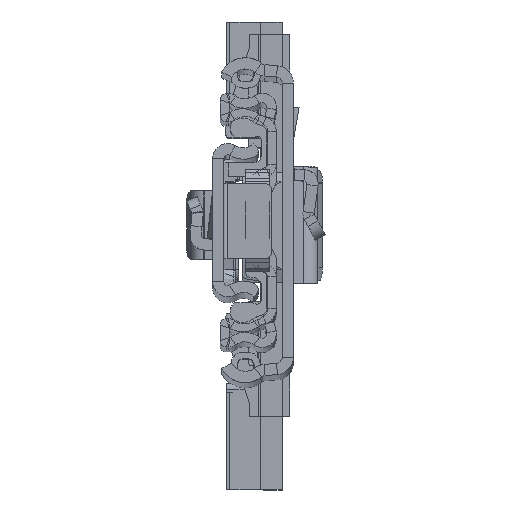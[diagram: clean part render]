
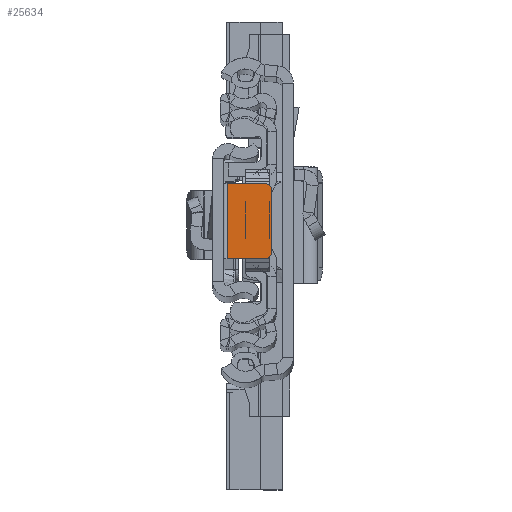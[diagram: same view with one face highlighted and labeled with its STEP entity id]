
A CAD part, top view. The second image highlights one B-rep face of the part: STEP entity #25634.
In plain terms, the highlighted planar face has unit normal (0, 0, 1).
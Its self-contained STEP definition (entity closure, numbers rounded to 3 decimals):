
#3147 = VERTEX_POINT ( 'NONE', #32125 ) ;
#3166 = VERTEX_POINT ( 'NONE', #5098 ) ;
#3825 = ORIENTED_EDGE ( 'NONE', *, *, #8158, .F. ) ;
#4769 = ORIENTED_EDGE ( 'NONE', *, *, #15153, .F. ) ;
#5098 = CARTESIAN_POINT ( 'NONE',  ( -8.4, 6.151, -6.8 ) ) ;
#5134 = DIRECTION ( 'NONE',  ( 0., 0., 1. ) ) ;
#7177 = LINE ( 'NONE', #27740, #35288 ) ;
#7365 = CIRCLE ( 'NONE', #13017, 1. ) ;
#7375 = ORIENTED_EDGE ( 'NONE', *, *, #33325, .T. ) ;
#7380 = DIRECTION ( 'NONE',  ( 0., 1., 0. ) ) ;
#7939 = VECTOR ( 'NONE', #36472, 1000. ) ;
#8050 = DIRECTION ( 'NONE',  ( -1., 0., 0. ) ) ;
#8158 = EDGE_CURVE ( 'NONE', #38462, #19502, #11002, .T. ) ;
#8571 = VECTOR ( 'NONE', #8050, 1000. ) ;
#8972 = CARTESIAN_POINT ( 'NONE',  ( -2.3, -5.849, -6.8 ) ) ;
#11002 = LINE ( 'NONE', #14123, #8571 ) ;
#11192 = CARTESIAN_POINT ( 'NONE',  ( 0., 0., -6.8 ) ) ;
#11399 = CARTESIAN_POINT ( 'NONE',  ( -8.4, 5.151, -6.8 ) ) ;
#11579 = DIRECTION ( 'NONE',  ( 1., 0., 0. ) ) ;
#11935 = CARTESIAN_POINT ( 'NONE',  ( -1.8, 6.151, -6.8 ) ) ;
#12235 = AXIS2_PLACEMENT_3D ( 'NONE', #32550, #21006, #29591 ) ;
#13017 = AXIS2_PLACEMENT_3D ( 'NONE', #11399, #5134, #22806 ) ;
#13252 = CARTESIAN_POINT ( 'NONE',  ( -9.4, -4.849, -6.8 ) ) ;
#13710 = CARTESIAN_POINT ( 'NONE',  ( -8.4, -5.849, -6.8 ) ) ;
#14123 = CARTESIAN_POINT ( 'NONE',  ( -9.4, -5.849, -6.8 ) ) ;
#15036 = LINE ( 'NONE', #11935, #18714 ) ;
#15153 = EDGE_CURVE ( 'NONE', #30842, #3147, #7177, .T. ) ;
#15909 = CARTESIAN_POINT ( 'NONE',  ( -2.3, 6.151, -6.8 ) ) ;
#16259 = ORIENTED_EDGE ( 'NONE', *, *, #36701, .F. ) ;
#18714 = VECTOR ( 'NONE', #26414, 1000. ) ;
#19502 = VERTEX_POINT ( 'NONE', #13710 ) ;
#20591 = DIRECTION ( 'NONE',  ( 0., 0., 1. ) ) ;
#21006 = DIRECTION ( 'NONE',  ( 0., 0., 1. ) ) ;
#21286 = ORIENTED_EDGE ( 'NONE', *, *, #21814, .T. ) ;
#21814 = EDGE_CURVE ( 'NONE', #3166, #3147, #7365, .T. ) ;
#22806 = DIRECTION ( 'NONE',  ( 1., 0., 0. ) ) ;
#24231 = CARTESIAN_POINT ( 'NONE',  ( -2.3, 6.151, -6.8 ) ) ;
#24538 = LINE ( 'NONE', #15909, #7939 ) ;
#24705 = ORIENTED_EDGE ( 'NONE', *, *, #26935, .F. ) ;
#25634 = ADVANCED_FACE ( 'NONE', ( #38021 ), #31381, .T. ) ;
#26414 = DIRECTION ( 'NONE',  ( 1., 0., 0. ) ) ;
#26935 = EDGE_CURVE ( 'NONE', #3166, #34030, #15036, .T. ) ;
#27318 = EDGE_LOOP ( 'NONE', ( #4769, #7375, #3825, #16259, #24705, #21286 ) ) ;
#27740 = CARTESIAN_POINT ( 'NONE',  ( -9.4, 6.151, -6.8 ) ) ;
#29591 = DIRECTION ( 'NONE',  ( 1., 0., 0. ) ) ;
#30487 = AXIS2_PLACEMENT_3D ( 'NONE', #11192, #20591, #11579 ) ;
#30842 = VERTEX_POINT ( 'NONE', #13252 ) ;
#31381 = PLANE ( 'NONE',  #30487 ) ;
#32125 = CARTESIAN_POINT ( 'NONE',  ( -9.4, 5.151, -6.8 ) ) ;
#32550 = CARTESIAN_POINT ( 'NONE',  ( -8.4, -4.849, -6.8 ) ) ;
#33325 = EDGE_CURVE ( 'NONE', #30842, #19502, #34160, .T. ) ;
#34030 = VERTEX_POINT ( 'NONE', #24231 ) ;
#34160 = CIRCLE ( 'NONE', #12235, 1. ) ;
#35288 = VECTOR ( 'NONE', #7380, 1000. ) ;
#36472 = DIRECTION ( 'NONE',  ( 0., -1., 0. ) ) ;
#36701 = EDGE_CURVE ( 'NONE', #34030, #38462, #24538, .T. ) ;
#38021 = FACE_OUTER_BOUND ( 'NONE', #27318, .T. ) ;
#38462 = VERTEX_POINT ( 'NONE', #8972 ) ;
